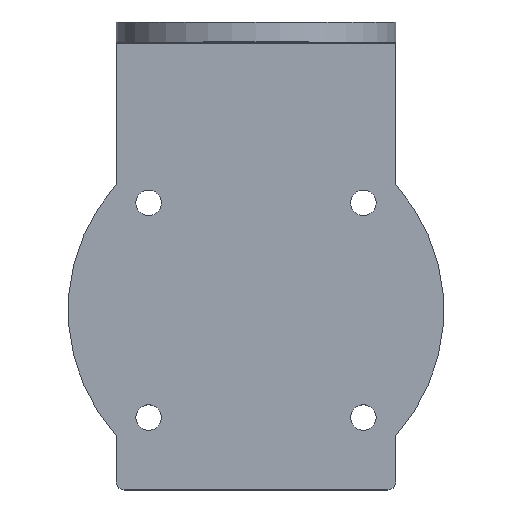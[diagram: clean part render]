
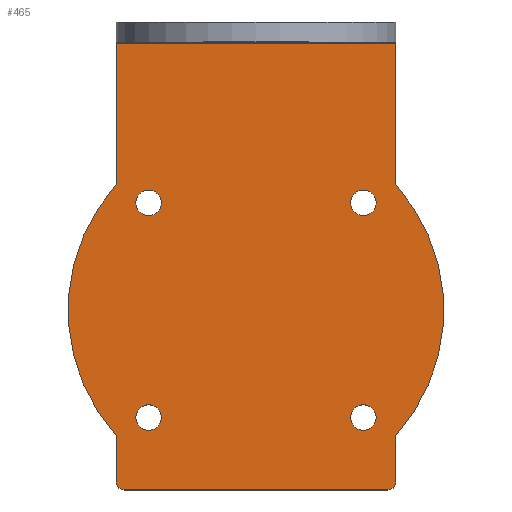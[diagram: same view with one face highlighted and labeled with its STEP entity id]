
A CAD part, top view. The second image highlights one B-rep face of the part: STEP entity #465.
In plain terms, the highlighted planar face has unit normal (0, 0, 1).
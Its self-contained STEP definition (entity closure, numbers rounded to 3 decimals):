
#15=FACE_BOUND('',#67,.T.);
#16=FACE_BOUND('',#68,.T.);
#17=FACE_BOUND('',#69,.T.);
#18=FACE_BOUND('',#70,.T.);
#32=PLANE('',#505);
#42=FACE_OUTER_BOUND('',#66,.T.);
#66=EDGE_LOOP('',(#324,#325,#326,#327,#328,#329,#330,#331,#332,#333));
#67=EDGE_LOOP('',(#334));
#68=EDGE_LOOP('',(#335));
#69=EDGE_LOOP('',(#336));
#70=EDGE_LOOP('',(#337));
#106=LINE('',#713,#142);
#109=LINE('',#719,#145);
#110=LINE('',#723,#146);
#111=LINE('',#727,#147);
#112=LINE('',#729,#148);
#113=LINE('',#731,#149);
#142=VECTOR('',#567,10.);
#145=VECTOR('',#572,10.);
#146=VECTOR('',#575,10.);
#147=VECTOR('',#578,10.);
#148=VECTOR('',#579,10.);
#149=VECTOR('',#580,10.);
#176=CIRCLE('',#502,1.);
#178=CIRCLE('',#506,1.);
#179=CIRCLE('',#507,23.5);
#180=CIRCLE('',#508,23.5);
#181=CIRCLE('',#509,1.6);
#182=CIRCLE('',#510,1.6);
#183=CIRCLE('',#511,1.6);
#184=CIRCLE('',#512,1.6);
#206=VERTEX_POINT('',#703);
#207=VERTEX_POINT('',#704);
#210=VERTEX_POINT('',#712);
#212=VERTEX_POINT('',#718);
#213=VERTEX_POINT('',#720);
#214=VERTEX_POINT('',#722);
#215=VERTEX_POINT('',#724);
#216=VERTEX_POINT('',#726);
#217=VERTEX_POINT('',#728);
#218=VERTEX_POINT('',#730);
#219=VERTEX_POINT('',#733);
#220=VERTEX_POINT('',#735);
#221=VERTEX_POINT('',#737);
#222=VERTEX_POINT('',#739);
#250=EDGE_CURVE('',#206,#207,#176,.T.);
#254=EDGE_CURVE('',#210,#207,#106,.T.);
#257=EDGE_CURVE('',#206,#212,#109,.T.);
#258=EDGE_CURVE('',#213,#212,#178,.T.);
#259=EDGE_CURVE('',#213,#214,#110,.T.);
#260=EDGE_CURVE('',#214,#215,#179,.T.);
#261=EDGE_CURVE('',#215,#216,#111,.T.);
#262=EDGE_CURVE('',#216,#217,#112,.T.);
#263=EDGE_CURVE('',#217,#218,#113,.T.);
#264=EDGE_CURVE('',#218,#210,#180,.T.);
#265=EDGE_CURVE('',#219,#219,#181,.T.);
#266=EDGE_CURVE('',#220,#220,#182,.T.);
#267=EDGE_CURVE('',#221,#221,#183,.T.);
#268=EDGE_CURVE('',#222,#222,#184,.T.);
#324=ORIENTED_EDGE('',*,*,#250,.F.);
#325=ORIENTED_EDGE('',*,*,#257,.T.);
#326=ORIENTED_EDGE('',*,*,#258,.F.);
#327=ORIENTED_EDGE('',*,*,#259,.T.);
#328=ORIENTED_EDGE('',*,*,#260,.T.);
#329=ORIENTED_EDGE('',*,*,#261,.T.);
#330=ORIENTED_EDGE('',*,*,#262,.T.);
#331=ORIENTED_EDGE('',*,*,#263,.T.);
#332=ORIENTED_EDGE('',*,*,#264,.T.);
#333=ORIENTED_EDGE('',*,*,#254,.T.);
#334=ORIENTED_EDGE('',*,*,#265,.T.);
#335=ORIENTED_EDGE('',*,*,#266,.T.);
#336=ORIENTED_EDGE('',*,*,#267,.T.);
#337=ORIENTED_EDGE('',*,*,#268,.T.);
#465=ADVANCED_FACE('',(#42,#15,#16,#17,#18),#32,.F.);
#502=AXIS2_PLACEMENT_3D('',#705,#559,#560);
#505=AXIS2_PLACEMENT_3D('',#717,#570,#571);
#506=AXIS2_PLACEMENT_3D('',#721,#573,#574);
#507=AXIS2_PLACEMENT_3D('',#725,#576,#577);
#508=AXIS2_PLACEMENT_3D('',#732,#581,#582);
#509=AXIS2_PLACEMENT_3D('',#734,#583,#584);
#510=AXIS2_PLACEMENT_3D('',#736,#585,#586);
#511=AXIS2_PLACEMENT_3D('',#738,#587,#588);
#512=AXIS2_PLACEMENT_3D('',#740,#589,#590);
#559=DIRECTION('center_axis',(0.,0.,-1.));
#560=DIRECTION('ref_axis',(-0.707,-0.707,0.));
#567=DIRECTION('',(0.,-1.,0.));
#570=DIRECTION('center_axis',(0.,0.,-1.));
#571=DIRECTION('ref_axis',(0.,1.,0.));
#572=DIRECTION('',(1.,0.,0.));
#573=DIRECTION('center_axis',(0.,0.,-1.));
#574=DIRECTION('ref_axis',(0.707,-0.707,0.));
#575=DIRECTION('',(0.,1.,0.));
#576=DIRECTION('center_axis',(0.,0.,1.));
#577=DIRECTION('ref_axis',(-1.,0.,0.));
#578=DIRECTION('',(0.,1.,0.));
#579=DIRECTION('',(-1.,0.,0.));
#580=DIRECTION('',(0.,-1.,0.));
#581=DIRECTION('center_axis',(0.,0.,1.));
#582=DIRECTION('ref_axis',(-1.,0.,0.));
#583=DIRECTION('center_axis',(0.,0.,-1.));
#584=DIRECTION('ref_axis',(-1.,0.,0.));
#585=DIRECTION('center_axis',(0.,0.,-1.));
#586=DIRECTION('ref_axis',(-1.,0.,0.));
#587=DIRECTION('center_axis',(0.,0.,-1.));
#588=DIRECTION('ref_axis',(-1.,0.,0.));
#589=DIRECTION('center_axis',(0.,0.,-1.));
#590=DIRECTION('ref_axis',(-1.,0.,0.));
#703=CARTESIAN_POINT('',(-16.5,-22.494,-21.5));
#704=CARTESIAN_POINT('',(-17.5,-21.494,-21.5));
#705=CARTESIAN_POINT('Origin',(-16.5,-21.494,-21.5));
#712=CARTESIAN_POINT('',(-17.5,-15.684,-21.5));
#713=CARTESIAN_POINT('',(-17.5,-25.497,-21.5));
#717=CARTESIAN_POINT('Origin',(0.,-28.5,-21.5));
#718=CARTESIAN_POINT('',(16.5,-22.494,-21.5));
#719=CARTESIAN_POINT('',(8.75,-22.494,-21.5));
#720=CARTESIAN_POINT('',(17.5,-21.494,-21.5));
#721=CARTESIAN_POINT('Origin',(16.5,-21.494,-21.5));
#722=CARTESIAN_POINT('',(17.5,-15.684,-21.5));
#723=CARTESIAN_POINT('',(17.5,-22.092,-21.5));
#724=CARTESIAN_POINT('',(17.5,15.684,-21.5));
#725=CARTESIAN_POINT('Origin',(0.,0.,-21.5));
#726=CARTESIAN_POINT('',(17.5,33.4,-21.5));
#727=CARTESIAN_POINT('',(17.5,3.75,-21.5));
#728=CARTESIAN_POINT('',(-17.5,33.4,-21.5));
#729=CARTESIAN_POINT('',(0.,33.4,-21.5));
#730=CARTESIAN_POINT('',(-17.5,15.684,-21.5));
#731=CARTESIAN_POINT('',(-17.5,3.75,-21.5));
#732=CARTESIAN_POINT('Origin',(0.,0.,-21.5));
#733=CARTESIAN_POINT('',(-11.835,-13.435,-21.5));
#734=CARTESIAN_POINT('Origin',(-13.435,-13.435,-21.5));
#735=CARTESIAN_POINT('',(15.035,13.435,-21.5));
#736=CARTESIAN_POINT('Origin',(13.435,13.435,-21.5));
#737=CARTESIAN_POINT('',(-11.835,13.435,-21.5));
#738=CARTESIAN_POINT('Origin',(-13.435,13.435,-21.5));
#739=CARTESIAN_POINT('',(15.035,-13.435,-21.5));
#740=CARTESIAN_POINT('Origin',(13.435,-13.435,-21.5));
